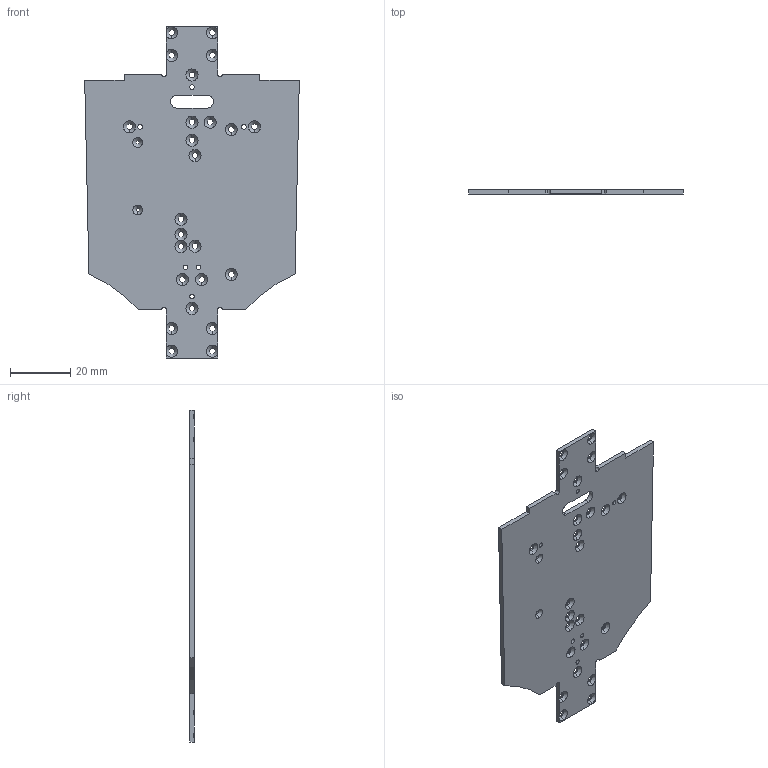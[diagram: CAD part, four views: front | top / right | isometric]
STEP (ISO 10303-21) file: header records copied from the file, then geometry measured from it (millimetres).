
FILE_DESCRIPTION (( 'STEP AP203' ), '1' );
FILE_NAME ('14-11.STEP', '2017-11-14T17:38:03', ( '' ), ( '' ), 'SwSTEP 2.0', 'SolidWorks 2010', '' );
FILE_SCHEMA (( 'CONFIG_CONTROL_DESIGN' ));
Length unit declared in the file: millimetre
Products named in the file (1): 14-11
Bounding box: 71.1 x 1.5 x 110 mm (x, y, z)
Volume: 8165.4 mm3; surface area: 11895.6 mm2
Topology: 1 solids, 1 shells, 237 faces, 694 edges, 452 vertices
Faces by surface type: plane 111, cylinder 74, cone 52
Entity records: 8112 total; most frequent: CARTESIAN_POINT 1449, ORIENTED_EDGE 1388, DIRECTION 1367, EDGE_CURVE 694, LINE 475, VECTOR 475, VERTEX_POINT 452, AXIS2_PLACEMENT_3D 446
